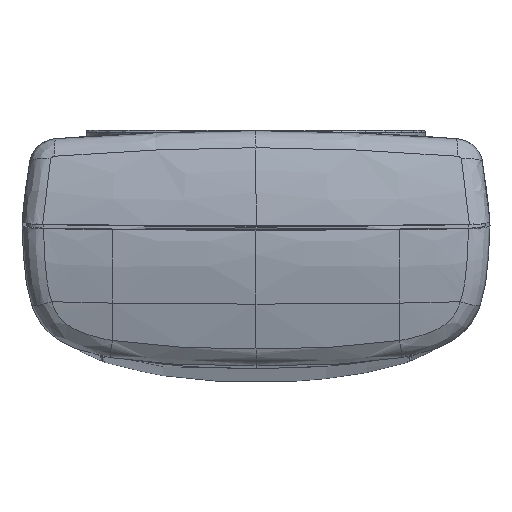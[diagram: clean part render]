
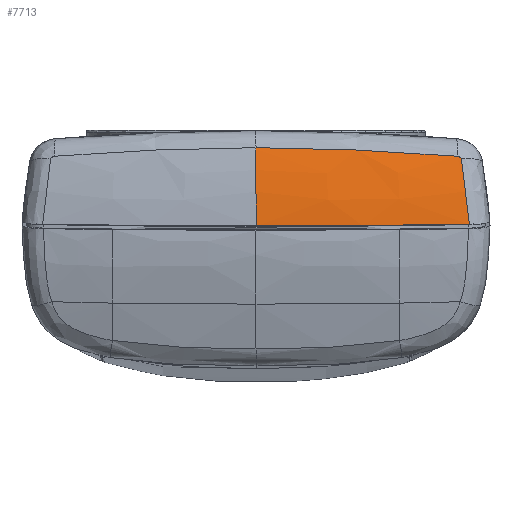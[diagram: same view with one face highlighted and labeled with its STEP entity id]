
A CAD part, left-side view. The second image highlights one B-rep face of the part: STEP entity #7713.
In plain terms, the highlighted free-form (B-spline) face has degree [3, 3] with [4, 6] control points.
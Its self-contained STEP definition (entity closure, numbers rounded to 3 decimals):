
#225 = CARTESIAN_POINT ( 'NONE',  ( -4.725, 0., 7.286 ) ) ;
#274 = CARTESIAN_POINT ( 'NONE',  ( -3.757, -21.318, 6.104 ) ) ;
#484 = CARTESIAN_POINT ( 'NONE',  ( -4.767, 0., 7.15 ) ) ;
#485 = CARTESIAN_POINT ( 'NONE',  ( -5.56, 0., 4.541 ) ) ;
#486 = CARTESIAN_POINT ( 'NONE',  ( -6.058, 0., 1.825 ) ) ;
#487 = CARTESIAN_POINT ( 'NONE',  ( -6.242, 0., -0.895 ) ) ;
#489 = B_SPLINE_CURVE_WITH_KNOTS ( 'NONE', 3,
 ( #487, #486, #485, #484 ),
 .UNSPECIFIED., .F., .F.,
 ( 4, 4 ),
 ( 0., 1. ),
 .UNSPECIFIED. ) ;
#503 = CARTESIAN_POINT ( 'NONE',  ( -4.767, 0., 7.15 ) ) ;
#519 = CARTESIAN_POINT ( 'NONE',  ( -4.725, 0., 7.286 ) ) ;
#520 = CARTESIAN_POINT ( 'NONE',  ( -4.739, 0., 7.241 ) ) ;
#521 = CARTESIAN_POINT ( 'NONE',  ( -4.753, 0., 7.196 ) ) ;
#522 = CARTESIAN_POINT ( 'NONE',  ( -4.767, 0., 7.15 ) ) ;
#523 = B_SPLINE_CURVE_WITH_KNOTS ( 'NONE', 3,
 ( #522, #521, #520, #519 ),
 .UNSPECIFIED., .F., .F.,
 ( 4, 4 ),
 ( 0., 1. ),
 .UNSPECIFIED. ) ;
#564 = CARTESIAN_POINT ( 'NONE',  ( -3.731, -20.877, 6.397 ) ) ;
#565 = CARTESIAN_POINT ( 'NONE',  ( -4.101, -17.126, 6.698 ) ) ;
#566 = CARTESIAN_POINT ( 'NONE',  ( -4.349, -13.502, 6.916 ) ) ;
#567 = CARTESIAN_POINT ( 'NONE',  ( -4.662, -6.537, 7.21 ) ) ;
#568 = CARTESIAN_POINT ( 'NONE',  ( -4.725, -3.194, 7.286 ) ) ;
#569 = CARTESIAN_POINT ( 'NONE',  ( -4.725, 0., 7.286 ) ) ;
#572 = B_SPLINE_CURVE_WITH_KNOTS ( 'NONE', 3,
 ( #569, #568, #567, #566, #565, #564 ),
 .UNSPECIFIED., .F., .F.,
 ( 4, 2, 4 ),
 ( 0., 0.5, 1. ),
 .UNSPECIFIED. ) ;
#579 = CARTESIAN_POINT ( 'NONE',  ( -3.731, -20.877, 6.397 ) ) ;
#3666 = CARTESIAN_POINT ( 'NONE',  ( -4.794, -22.143, -0.705 ) ) ;
#3667 = CARTESIAN_POINT ( 'NONE',  ( -5.11, -19.736, -0.746 ) ) ;
#3668 = CARTESIAN_POINT ( 'NONE',  ( -5.645, -14.859, -0.817 ) ) ;
#3669 = CARTESIAN_POINT ( 'NONE',  ( -6.132, -7.467, -0.881 ) ) ;
#3670 = CARTESIAN_POINT ( 'NONE',  ( -6.241, -2.492, -0.895 ) ) ;
#3671 = CARTESIAN_POINT ( 'NONE',  ( -6.242, 0., -0.895 ) ) ;
#3675 = FACE_OUTER_BOUND ( 'NONE', #7921, .T. ) ;
#3677 = CARTESIAN_POINT ( 'NONE',  ( -4.61, -22.071, 2.075 ) ) ;
#3678 = CARTESIAN_POINT ( 'NONE',  ( -4.926, -19.672, 2.033 ) ) ;
#3679 = CARTESIAN_POINT ( 'NONE',  ( -5.459, -14.81, 1.963 ) ) ;
#3680 = CARTESIAN_POINT ( 'NONE',  ( -5.945, -7.443, 1.899 ) ) ;
#3681 = CARTESIAN_POINT ( 'NONE',  ( -6.053, -2.484, 1.884 ) ) ;
#3682 = CARTESIAN_POINT ( 'NONE',  ( -6.054, 0., 1.884 ) ) ;
#3743 = CARTESIAN_POINT ( 'NONE',  ( -3.298, -21.805, 7.474 ) ) ;
#3744 = CARTESIAN_POINT ( 'NONE',  ( -3.61, -19.435, 7.433 ) ) ;
#3745 = CARTESIAN_POINT ( 'NONE',  ( -4.138, -14.632, 7.364 ) ) ;
#3746 = CARTESIAN_POINT ( 'NONE',  ( -4.617, -7.353, 7.301 ) ) ;
#3747 = CARTESIAN_POINT ( 'NONE',  ( -4.725, -2.454, 7.287 ) ) ;
#3748 = CARTESIAN_POINT ( 'NONE',  ( -4.725, 0.001, 7.286 ) ) ;
#3750 =( BOUNDED_SURFACE ( )  B_SPLINE_SURFACE ( 3, 3, ( 
 ( #3748, #3747, #3746, #3745, #3744, #3743 ),
 ( #3757, #3756, #3755, #3754, #3753, #3752 ),
 ( #3682, #3681, #3680, #3679, #3678, #3677 ),
 ( #3671, #3670, #3669, #3668, #3667, #3666 ) ),
 .UNSPECIFIED., .F., .F., .F. ) 
 B_SPLINE_SURFACE_WITH_KNOTS ( ( 4, 4 ),
 ( 4, 1, 1, 4 ),
 ( 0., 1. ),
 ( 0., 0.333, 0.667, 0.993 ),
 .UNSPECIFIED. ) 
 GEOMETRIC_REPRESENTATION_ITEM ( )  RATIONAL_B_SPLINE_SURFACE ( (
 ( 1.003, 1.003, 1.003, 1.003, 1.003, 1.003),
 ( 0.999, 0.999, 0.999, 0.999, 0.999, 0.999),
 ( 0.999, 0.999, 0.999, 0.999, 0.999, 0.999),
 ( 1.003, 1.003, 1.003, 1.003, 1.003, 1.003) ) ) 
 REPRESENTATION_ITEM ( '' )  SURFACE ( )  );
#3752 = CARTESIAN_POINT ( 'NONE',  ( -4.109, -21.958, 4.813 ) ) ;
#3753 = CARTESIAN_POINT ( 'NONE',  ( -4.423, -19.571, 4.772 ) ) ;
#3754 = CARTESIAN_POINT ( 'NONE',  ( -4.954, -14.735, 4.702 ) ) ;
#3755 = CARTESIAN_POINT ( 'NONE',  ( -5.437, -7.405, 4.638 ) ) ;
#3756 = CARTESIAN_POINT ( 'NONE',  ( -5.546, -2.472, 4.624 ) ) ;
#3757 = CARTESIAN_POINT ( 'NONE',  ( -5.546, 0., 4.624 ) ) ;
#7628 = EDGE_CURVE ( 'NONE', #7850, #7823, #25874, .T. ) ;
#7665 = ORIENTED_EDGE ( 'NONE', *, *, #7747, .T. ) ;
#7692 = EDGE_CURVE ( 'NONE', #8114, #7750, #26528, .T. ) ;
#7713 = ADVANCED_FACE ( 'NONE', ( #3675 ), #3750, .T. ) ;
#7737 = ORIENTED_EDGE ( 'NONE', *, *, #7628, .F. ) ;
#7747 = EDGE_CURVE ( 'NONE', #7750, #7823, #27124, .T. ) ;
#7750 = VERTEX_POINT ( 'NONE', #27161 ) ;
#7823 = VERTEX_POINT ( 'NONE', #274 ) ;
#7845 = VERTEX_POINT ( 'NONE', #225 ) ;
#7850 = VERTEX_POINT ( 'NONE', #579 ) ;
#7854 = EDGE_CURVE ( 'NONE', #7845, #7850, #572, .T. ) ;
#7872 = VERTEX_POINT ( 'NONE', #503 ) ;
#7873 = EDGE_CURVE ( 'NONE', #8114, #7872, #489, .T. ) ;
#7874 = EDGE_CURVE ( 'NONE', #7872, #7845, #523, .T. ) ;
#7875 = ORIENTED_EDGE ( 'NONE', *, *, #7874, .F. ) ;
#7886 = ORIENTED_EDGE ( 'NONE', *, *, #7873, .F. ) ;
#7921 = EDGE_LOOP ( 'NONE', ( #8105, #7665, #7737, #8111, #7875, #7886 ) ) ;
#8105 = ORIENTED_EDGE ( 'NONE', *, *, #7692, .T. ) ;
#8111 = ORIENTED_EDGE ( 'NONE', *, *, #7854, .F. ) ;
#8114 = VERTEX_POINT ( 'NONE', #13490 ) ;
#13490 = CARTESIAN_POINT ( 'NONE',  ( -6.242, 0., -0.895 ) ) ;
#25864 = CARTESIAN_POINT ( 'NONE',  ( -3.757, -21.318, 6.104 ) ) ;
#25865 = CARTESIAN_POINT ( 'NONE',  ( -3.752, -21.315, 6.123 ) ) ;
#25866 = CARTESIAN_POINT ( 'NONE',  ( -3.75, -21.313, 6.132 ) ) ;
#25867 = CARTESIAN_POINT ( 'NONE',  ( -3.741, -21.289, 6.178 ) ) ;
#25868 = CARTESIAN_POINT ( 'NONE',  ( -3.734, -21.264, 6.213 ) ) ;
#25869 = CARTESIAN_POINT ( 'NONE',  ( -3.724, -21.183, 6.286 ) ) ;
#25870 = CARTESIAN_POINT ( 'NONE',  ( -3.721, -21.128, 6.323 ) ) ;
#25871 = CARTESIAN_POINT ( 'NONE',  ( -3.721, -21.006, 6.376 ) ) ;
#25872 = CARTESIAN_POINT ( 'NONE',  ( -3.724, -20.94, 6.392 ) ) ;
#25873 = CARTESIAN_POINT ( 'NONE',  ( -3.731, -20.877, 6.397 ) ) ;
#25874 = B_SPLINE_CURVE_WITH_KNOTS ( 'NONE', 3,
 ( #25873, #25872, #25871, #25870, #25869, #25868, #25867, #25866, #25865, #25864 ),
 .UNSPECIFIED., .F., .F.,
 ( 4, 2, 2, 2, 4 ),
 ( 0., 0.25, 0.5, 0.75, 1. ),
 .UNSPECIFIED. ) ;
#26523 = CARTESIAN_POINT ( 'NONE',  ( -4.794, -22.143, -0.705 ) ) ;
#26524 = CARTESIAN_POINT ( 'NONE',  ( -5.758, -14.804, -0.832 ) ) ;
#26526 = CARTESIAN_POINT ( 'NONE',  ( -6.24, -7.404, -0.895 ) ) ;
#26527 = CARTESIAN_POINT ( 'NONE',  ( -6.242, 0., -0.895 ) ) ;
#26528 = B_SPLINE_CURVE_WITH_KNOTS ( 'NONE', 3,
 ( #26527, #26526, #26524, #26523 ),
 .UNSPECIFIED., .F., .F.,
 ( 4, 4 ),
 ( 0., 0.022 ),
 .UNSPECIFIED. ) ;
#27120 = CARTESIAN_POINT ( 'NONE',  ( -3.757, -21.318, 6.104 ) ) ;
#27121 = CARTESIAN_POINT ( 'NONE',  ( -4.319, -21.589, 3.889 ) ) ;
#27122 = CARTESIAN_POINT ( 'NONE',  ( -4.67, -21.866, 1.599 ) ) ;
#27123 = CARTESIAN_POINT ( 'NONE',  ( -4.794, -22.143, -0.705 ) ) ;
#27124 = B_SPLINE_CURVE_WITH_KNOTS ( 'NONE', 3,
 ( #27123, #27122, #27121, #27120 ),
 .UNSPECIFIED., .F., .F.,
 ( 4, 4 ),
 ( 0., 1. ),
 .UNSPECIFIED. ) ;
#27161 = CARTESIAN_POINT ( 'NONE',  ( -4.794, -22.143, -0.705 ) ) ;
